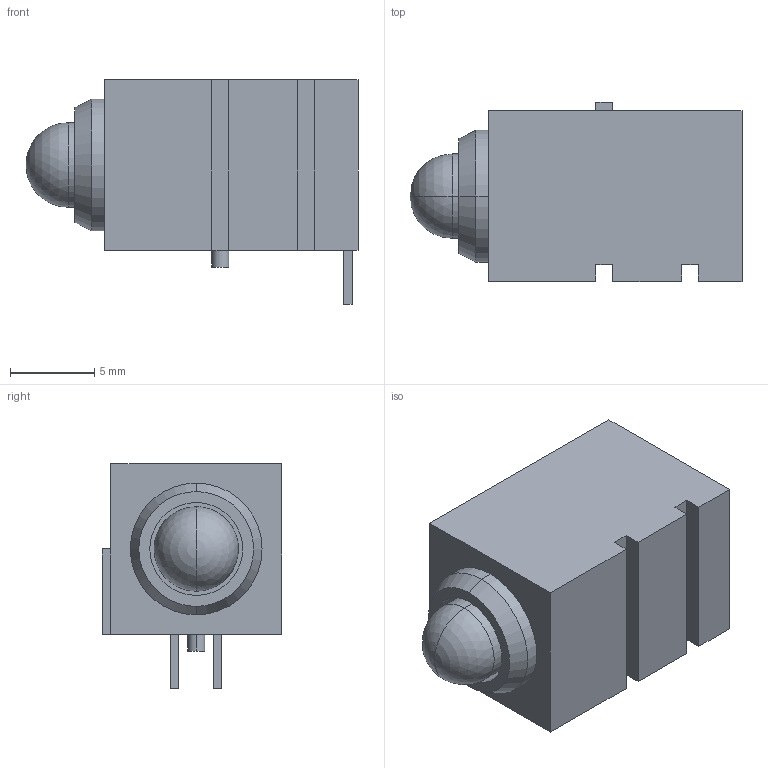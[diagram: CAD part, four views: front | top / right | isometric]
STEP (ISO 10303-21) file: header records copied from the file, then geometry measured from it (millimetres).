
FILE_DESCRIPTION((''),'2;1');
FILE_NAME('LED_MENTOR_1807.8033.stp','2015-10-13T15:15:29',(''),(''),'Mechanical Desktop 2011','Mechanical Desktop 2011',', , ');
FILE_SCHEMA(('AUTOMOTIVE_DESIGN { 1 2 10303 214 1 1 1 1 }'));
Length unit declared in the file: millimetre
Products named in the file (1): Product
Bounding box: 19.66 x 10.6 x 13.3 mm (x, y, z)
Volume: 1626.4 mm3; surface area: 1025.5 mm2
Topology: 4 solids, 4 shells, 46 faces, 105 edges, 68 vertices
Faces by surface type: plane 17, bspline 17, cylinder 8, sphere 2, cone 2
Entity records: 1328 total; most frequent: CARTESIAN_POINT 269, ORIENTED_EDGE 206, DIRECTION 184, EDGE_CURVE 103, VECTOR 82, LINE 82, VERTEX_POINT 68, AXIS2_PLACEMENT_3D 51
